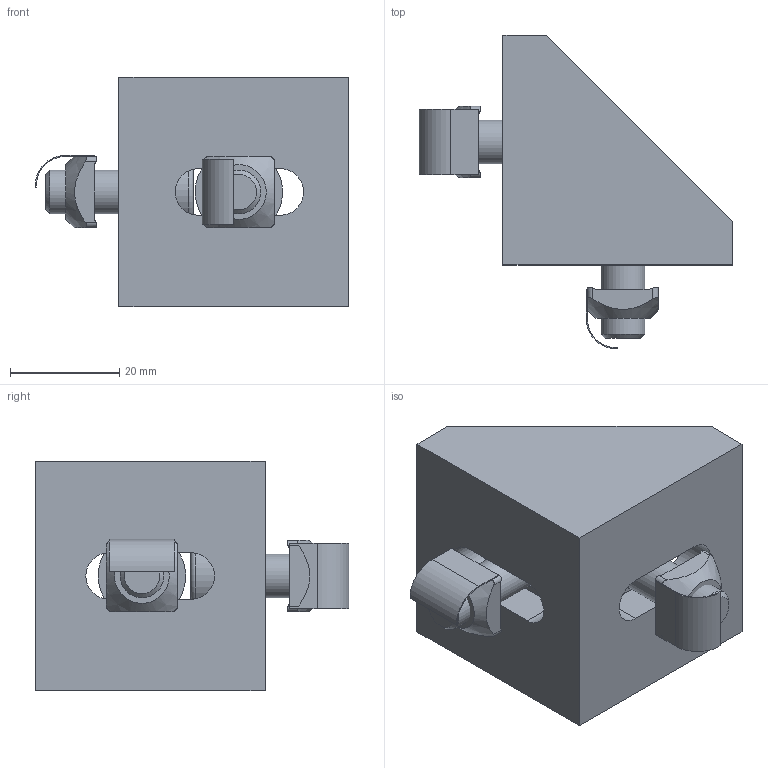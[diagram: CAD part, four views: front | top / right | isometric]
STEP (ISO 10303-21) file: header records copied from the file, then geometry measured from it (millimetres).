
FILE_DESCRIPTION(/* description */ ('Montagewinkel 45 GD leitfähig'),/* implementation_level */ '2;1');
FILE_NAME(/* name */ 'ZEI_CAD_211133-8-REV00_#SALL_#AIN_#V1.step',/* time_stamp */ '2022-10-10T06:57:10+02:00',/* author */ ('MiniTec'),/* organization */ ('MiniTec GmbH & Co.KG'),/* preprocessor_version */ 'ST-DEVELOPER v18.1',/* originating_system */ 'Autodesk Inventor 2021',/* authorisation */ '');
FILE_SCHEMA (('CONFIG_CONTROL_DESIGN'));
Length unit declared in the file: millimetre
Products named in the file (5): leer; 21-1133-12FZ.000; leer_1; 21-1390-2FZ.002; leer_2
Assembly tree (7 placements, depth 2):
  leer
    21-1133-12FZ.000
    leer_1  x2
    21-1390-2FZ.002  x2
    leer_2  x2
Bounding box: 57.3 x 57.3 x 42 mm (x, y, z)
Volume: 32172.5 mm3; surface area: 15200.6 mm2
Topology: 7 solids, 7 shells, 114 faces, 290 edges, 192 vertices
Faces by surface type: plane 70, cylinder 34, cone 6, torus 4
Full cylindrical faces by diameter (mm): 6.647 x2, 8 x2, 8.4 x2, 13 x2, 16 x2
Entity records: 2329 total; most frequent: CARTESIAN_POINT 474, DIRECTION 356, ORIENTED_EDGE 342, EDGE_CURVE 171, AXIS2_PLACEMENT_3D 122, VERTEX_POINT 114, LINE 112, VECTOR 112
